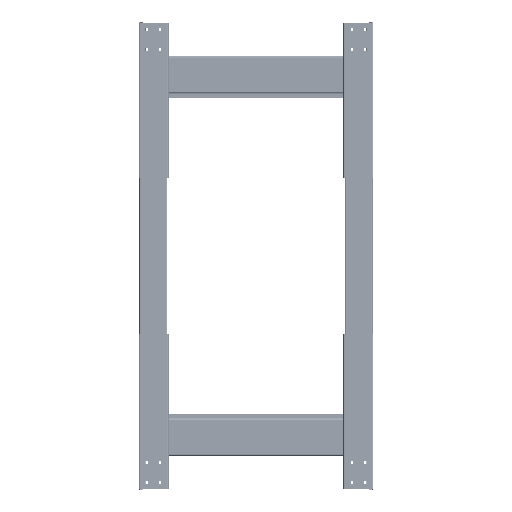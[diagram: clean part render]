
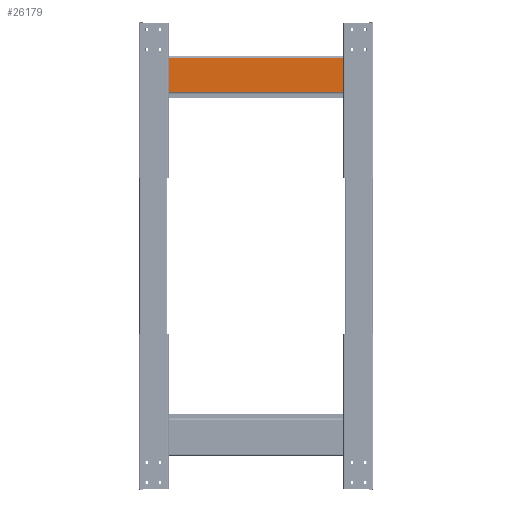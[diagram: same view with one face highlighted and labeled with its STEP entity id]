
A CAD part, front view. The second image highlights one B-rep face of the part: STEP entity #26179.
In plain terms, the highlighted planar face has unit normal (0, -1, 0).
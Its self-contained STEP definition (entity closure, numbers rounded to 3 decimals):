
#739 = AXIS2_PLACEMENT_3D ( 'NONE', #54135, #7426, #62308 ) ;
#1362 = AXIS2_PLACEMENT_3D ( 'NONE', #56729, #95223, #9021 ) ;
#1762 = EDGE_CURVE ( 'NONE', #37912, #69281, #44954, .T. ) ;
#3201 = ORIENTED_EDGE ( 'NONE', *, *, #1762, .T. ) ;
#3653 = CIRCLE ( 'NONE', #67541, 6.3 ) ;
#3655 = ORIENTED_EDGE ( 'NONE', *, *, #13197, .T. ) ;
#6461 = ORIENTED_EDGE ( 'NONE', *, *, #21538, .T. ) ;
#7312 = CARTESIAN_POINT ( 'NONE',  ( -235., -1.4, -4.3 ) ) ;
#7426 = DIRECTION ( 'NONE',  ( 0., 1., 0. ) ) ;
#7551 = CIRCLE ( 'NONE', #93952, 0.5 ) ;
#7898 = CIRCLE ( 'NONE', #80770, 6.3 ) ;
#8613 = VERTEX_POINT ( 'NONE', #95548 ) ;
#9021 = DIRECTION ( 'NONE',  ( 0., 0., 1. ) ) ;
#9659 = EDGE_CURVE ( 'NONE', #51580, #73369, #7551, .T. ) ;
#9869 = FACE_OUTER_BOUND ( 'NONE', #29886, .T. ) ;
#9916 = AXIS2_PLACEMENT_3D ( 'NONE', #74119, #74454, #27764 ) ;
#10190 = CARTESIAN_POINT ( 'NONE',  ( 259., -1.4, 1.5 ) ) ;
#10210 = CARTESIAN_POINT ( 'NONE',  ( -259., -1.4, 1.5 ) ) ;
#10944 = LINE ( 'NONE', #76654, #39005 ) ;
#13197 = EDGE_CURVE ( 'NONE', #8613, #67491, #30971, .T. ) ;
#14991 = CARTESIAN_POINT ( 'NONE',  ( 259., -1.4, 2. ) ) ;
#15137 = CARTESIAN_POINT ( 'NONE',  ( -259., -1.4, 2.5 ) ) ;
#19486 = DIRECTION ( 'NONE',  ( 1., 0., 0. ) ) ;
#21538 = EDGE_CURVE ( 'NONE', #69281, #37912, #7898, .T. ) ;
#22686 = CARTESIAN_POINT ( 'NONE',  ( 300., -1.4, -45. ) ) ;
#23326 = EDGE_LOOP ( 'NONE', ( #61354, #3655 ) ) ;
#24417 = EDGE_CURVE ( 'NONE', #96294, #80439, #10944, .T. ) ;
#26179 = ADVANCED_FACE ( 'NONE', ( #29387, #46500, #51371, #87921, #9869 ), #77298, .F. ) ;
#27178 = VECTOR ( 'NONE', #19486, 1000. ) ;
#27764 = DIRECTION ( 'NONE',  ( 0., 0., 1. ) ) ;
#29294 = ORIENTED_EDGE ( 'NONE', *, *, #36325, .T. ) ;
#29387 = FACE_BOUND ( 'NONE', #88714, .T. ) ;
#29592 = EDGE_LOOP ( 'NONE', ( #98938, #74120 ) ) ;
#29886 = EDGE_LOOP ( 'NONE', ( #90483, #50212, #29294, #98196 ) ) ;
#30909 = DIRECTION ( 'NONE',  ( 0., 0., 1. ) ) ;
#30961 = DIRECTION ( 'NONE',  ( 0., 0., 1. ) ) ;
#30971 = CIRCLE ( 'NONE', #9916, 6.3 ) ;
#31625 = DIRECTION ( 'NONE',  ( 0., 1., 0. ) ) ;
#32520 = CARTESIAN_POINT ( 'NONE',  ( 235., -1.4, 8.3 ) ) ;
#32638 = DIRECTION ( 'NONE',  ( -1., 0., 0. ) ) ;
#32892 = CIRCLE ( 'NONE', #64289, 0.5 ) ;
#34189 = LINE ( 'NONE', #22686, #73254 ) ;
#35102 = CARTESIAN_POINT ( 'NONE',  ( -235., -1.4, 2. ) ) ;
#36325 = EDGE_CURVE ( 'NONE', #40384, #80439, #42528, .T. ) ;
#37252 = AXIS2_PLACEMENT_3D ( 'NONE', #76355, #43700, #51533 ) ;
#37912 = VERTEX_POINT ( 'NONE', #7312 ) ;
#39005 = VECTOR ( 'NONE', #53477, 1000. ) ;
#39810 = CARTESIAN_POINT ( 'NONE',  ( 235., -1.4, 2. ) ) ;
#40384 = VERTEX_POINT ( 'NONE', #51926 ) ;
#40706 = DIRECTION ( 'NONE',  ( 0., 1., 0. ) ) ;
#42528 = LINE ( 'NONE', #71184, #82780 ) ;
#43011 = DIRECTION ( 'NONE',  ( 0., 0., 1. ) ) ;
#43700 = DIRECTION ( 'NONE',  ( 0., 1., 0. ) ) ;
#44748 = EDGE_CURVE ( 'NONE', #73369, #51580, #46508, .T. ) ;
#44954 = CIRCLE ( 'NONE', #73194, 6.3 ) ;
#45921 = CIRCLE ( 'NONE', #37252, 0.5 ) ;
#46500 = FACE_BOUND ( 'NONE', #29592, .T. ) ;
#46508 = CIRCLE ( 'NONE', #1362, 0.5 ) ;
#48580 = DIRECTION ( 'NONE',  ( 0., 0., 1. ) ) ;
#50212 = ORIENTED_EDGE ( 'NONE', *, *, #75875, .F. ) ;
#51250 = CARTESIAN_POINT ( 'NONE',  ( -300., -1.4, -42.1 ) ) ;
#51371 = FACE_BOUND ( 'NONE', #65938, .T. ) ;
#51533 = DIRECTION ( 'NONE',  ( 0., 0., 1. ) ) ;
#51580 = VERTEX_POINT ( 'NONE', #10190 ) ;
#51926 = CARTESIAN_POINT ( 'NONE',  ( 300., -1.4, 46.1 ) ) ;
#53477 = DIRECTION ( 'NONE',  ( 0., 0., 1. ) ) ;
#54135 = CARTESIAN_POINT ( 'NONE',  ( 0., -1.4, 0. ) ) ;
#55490 = DIRECTION ( 'NONE',  ( 0., 1., 0. ) ) ;
#56729 = CARTESIAN_POINT ( 'NONE',  ( 259., -1.4, 2. ) ) ;
#57570 = ORIENTED_EDGE ( 'NONE', *, *, #92497, .T. ) ;
#59391 = VERTEX_POINT ( 'NONE', #10210 ) ;
#61052 = ORIENTED_EDGE ( 'NONE', *, *, #99364, .T. ) ;
#61354 = ORIENTED_EDGE ( 'NONE', *, *, #83713, .T. ) ;
#62308 = DIRECTION ( 'NONE',  ( 0., 0., 1. ) ) ;
#62634 = CARTESIAN_POINT ( 'NONE',  ( 300., -1.4, -42.1 ) ) ;
#64285 = DIRECTION ( 'NONE',  ( 0., 0., -1. ) ) ;
#64289 = AXIS2_PLACEMENT_3D ( 'NONE', #94869, #40706, #48580 ) ;
#64834 = CARTESIAN_POINT ( 'NONE',  ( 259., -1.4, 2.5 ) ) ;
#65938 = EDGE_LOOP ( 'NONE', ( #6461, #3201 ) ) ;
#66141 = DIRECTION ( 'NONE',  ( 0., 1., 0. ) ) ;
#67491 = VERTEX_POINT ( 'NONE', #32520 ) ;
#67541 = AXIS2_PLACEMENT_3D ( 'NONE', #39810, #55490, #30909 ) ;
#69281 = VERTEX_POINT ( 'NONE', #90428 ) ;
#71184 = CARTESIAN_POINT ( 'NONE',  ( 300., -1.4, 46.1 ) ) ;
#73194 = AXIS2_PLACEMENT_3D ( 'NONE', #35102, #66141, #43011 ) ;
#73254 = VECTOR ( 'NONE', #64285, 1000. ) ;
#73369 = VERTEX_POINT ( 'NONE', #64834 ) ;
#74119 = CARTESIAN_POINT ( 'NONE',  ( 235., -1.4, 2. ) ) ;
#74120 = ORIENTED_EDGE ( 'NONE', *, *, #9659, .T. ) ;
#74454 = DIRECTION ( 'NONE',  ( 0., 1., 0. ) ) ;
#75875 = EDGE_CURVE ( 'NONE', #40384, #97298, #34189, .T. ) ;
#76355 = CARTESIAN_POINT ( 'NONE',  ( -259., -1.4, 2. ) ) ;
#76654 = CARTESIAN_POINT ( 'NONE',  ( -300., -1.4, -45. ) ) ;
#77298 = PLANE ( 'NONE',  #739 ) ;
#78676 = DIRECTION ( 'NONE',  ( 0., 1., 0. ) ) ;
#80439 = VERTEX_POINT ( 'NONE', #88982 ) ;
#80770 = AXIS2_PLACEMENT_3D ( 'NONE', #85838, #78676, #93662 ) ;
#82780 = VECTOR ( 'NONE', #32638, 1000. ) ;
#83324 = LINE ( 'NONE', #51250, #27178 ) ;
#83713 = EDGE_CURVE ( 'NONE', #67491, #8613, #3653, .T. ) ;
#85838 = CARTESIAN_POINT ( 'NONE',  ( -235., -1.4, 2. ) ) ;
#87921 = FACE_BOUND ( 'NONE', #23326, .T. ) ;
#88384 = CARTESIAN_POINT ( 'NONE',  ( -300., -1.4, -42.1 ) ) ;
#88714 = EDGE_LOOP ( 'NONE', ( #61052, #57570 ) ) ;
#88982 = CARTESIAN_POINT ( 'NONE',  ( -300., -1.4, 46.1 ) ) ;
#90428 = CARTESIAN_POINT ( 'NONE',  ( -235., -1.4, 8.3 ) ) ;
#90483 = ORIENTED_EDGE ( 'NONE', *, *, #96370, .T. ) ;
#92497 = EDGE_CURVE ( 'NONE', #59391, #94282, #32892, .T. ) ;
#93662 = DIRECTION ( 'NONE',  ( 0., 0., 1. ) ) ;
#93952 = AXIS2_PLACEMENT_3D ( 'NONE', #14991, #31625, #30961 ) ;
#94282 = VERTEX_POINT ( 'NONE', #15137 ) ;
#94869 = CARTESIAN_POINT ( 'NONE',  ( -259., -1.4, 2. ) ) ;
#95223 = DIRECTION ( 'NONE',  ( 0., 1., 0. ) ) ;
#95548 = CARTESIAN_POINT ( 'NONE',  ( 235., -1.4, -4.3 ) ) ;
#96294 = VERTEX_POINT ( 'NONE', #88384 ) ;
#96370 = EDGE_CURVE ( 'NONE', #96294, #97298, #83324, .T. ) ;
#97298 = VERTEX_POINT ( 'NONE', #62634 ) ;
#98196 = ORIENTED_EDGE ( 'NONE', *, *, #24417, .F. ) ;
#98938 = ORIENTED_EDGE ( 'NONE', *, *, #44748, .T. ) ;
#99364 = EDGE_CURVE ( 'NONE', #94282, #59391, #45921, .T. ) ;
